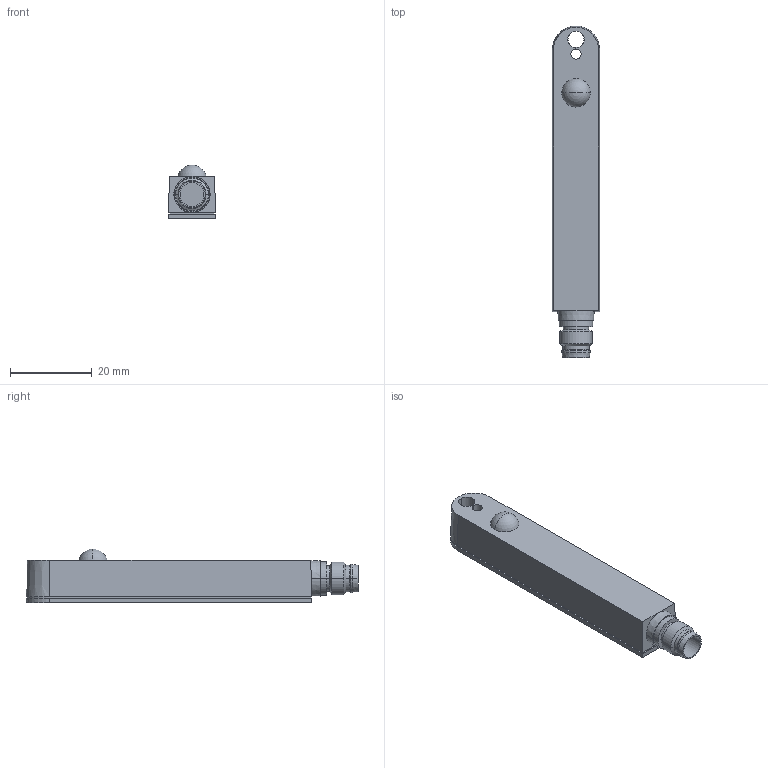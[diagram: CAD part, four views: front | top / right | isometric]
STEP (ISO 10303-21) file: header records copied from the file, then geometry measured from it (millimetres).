
FILE_DESCRIPTION(('Creo Elements/Direct Modeling STEP Export'),'2;1');
FILE_NAME('PD70-plug-simpel.stp','2017-02-06T 9:40:34',('Palle Edslev '),('EDSLEV A/S'),'Creo Elements/Direct Modeling STEP processor for AP214 (Solid Model)','Creo Elements/Direct Modeling 18.1H 24-Oct-2015 (C) Parametric Technology GmbH','');
FILE_SCHEMA(('AUTOMOTIVE_DESIGN { 1 0 10303 214 1 1 1 1 }'));
Length unit declared in the file: millimetre
Products named in the file (1): PD70-plug-simpel
Bounding box: 11.6 x 81.27 x 13.2 mm (x, y, z)
Volume: 8386.7 mm3; surface area: 3907.5 mm2
Topology: 1 solids, 1 shells, 59 faces, 134 edges, 85 vertices
Faces by surface type: plane 24, cylinder 17, cone 16, sphere 2
Entity records: 1529 total; most frequent: ORIENTED_EDGE 264, DIRECTION 250, CARTESIAN_POINT 246, EDGE_CURVE 132, AXIS2_PLACEMENT_3D 89, VERTEX_POINT 85, EDGE_LOOP 73, VECTOR 72
